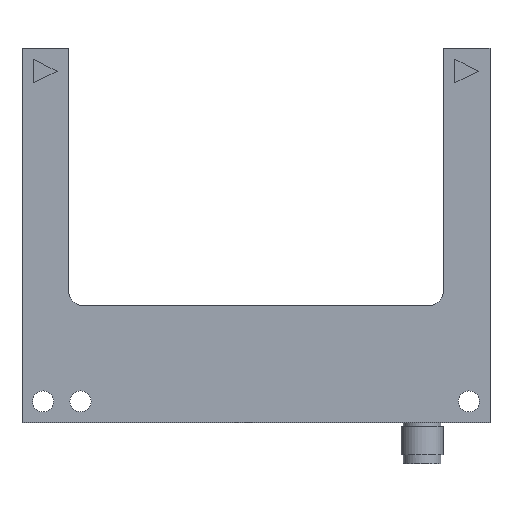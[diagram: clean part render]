
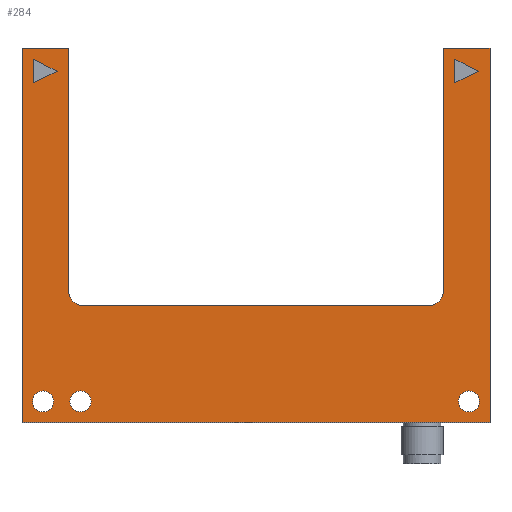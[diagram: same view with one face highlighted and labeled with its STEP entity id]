
A CAD part, top view. The second image highlights one B-rep face of the part: STEP entity #284.
In plain terms, the highlighted planar face has unit normal (0, 0, 1).
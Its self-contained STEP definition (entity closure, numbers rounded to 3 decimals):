
#172=EDGE_CURVE('',#380,#471,#472,.T.);
#184=VERTEX_POINT('',#488);
#198=VERTEX_POINT('',#507);
#200=EDGE_CURVE('',#332,#386,#509,.T.);
#202=EDGE_CURVE('',#198,#511,#512,.T.);
#204=EDGE_CURVE('',#386,#424,#514,.T.);
#212=EDGE_CURVE('',#278,#526,#527,.T.);
#222=EDGE_CURVE('',#471,#184,#541,.T.);
#236=EDGE_CURVE('',#559,#354,#560,.T.);
#262=EDGE_CURVE('',#511,#372,#594,.T.);
#264=EDGE_CURVE('',#310,#596,#597,.T.);
#268=EDGE_CURVE('',#424,#198,#602,.T.);
#278=VERTEX_POINT('',#614);
#284=ADVANCED_FACE('',(#620,#621,#622,#623,#624,#625),#626,.T.);
#290=EDGE_CURVE('',#406,#416,#633,.T.);
#300=EDGE_CURVE('',#372,#380,#646,.T.);
#310=VERTEX_POINT('',#658);
#332=VERTEX_POINT('',#683);
#354=VERTEX_POINT('',#714);
#372=VERTEX_POINT('',#736);
#380=VERTEX_POINT('',#747);
#384=EDGE_CURVE('',#596,#310,#752,.T.);
#386=VERTEX_POINT('',#754);
#392=EDGE_CURVE('',#354,#559,#762,.T.);
#396=VERTEX_POINT('',#766);
#398=EDGE_CURVE('',#396,#332,#768,.T.);
#404=EDGE_CURVE('',#526,#278,#774,.T.);
#406=VERTEX_POINT('',#776);
#414=EDGE_CURVE('',#184,#406,#785,.T.);
#416=VERTEX_POINT('',#787);
#424=VERTEX_POINT('',#797);
#426=EDGE_CURVE('',#416,#396,#799,.T.);
#471=VERTEX_POINT('',#840);
#472=CIRCLE('',#841,3.0);
#488=CARTESIAN_POINT('',(40.0,-7.583,5.0));
#507=CARTESIAN_POINT('',(-40.0,-7.583,5.0));
#509=LINE('',#883,#884);
#511=VERTEX_POINT('',#887);
#512=CIRCLE('',#888,3.0);
#514=LINE('',#891,#892);
#526=VERTEX_POINT('',#907);
#527=CIRCLE('',#908,2.25);
#541=CIRCLE('',#925,3.0);
#559=VERTEX_POINT('',#949);
#560=CIRCLE('',#950,2.25);
#594=CIRCLE('',#989,3.0);
#596=VERTEX_POINT('',#992);
#597=CIRCLE('',#993,2.25);
#602=LINE('',#1000,#1001);
#614=CARTESIAN_POINT('',(-39.75,-31.083,5.0));
#620=FACE_BOUND('',#1019,.T.);
#621=FACE_BOUND('',#1020,.T.);
#622=FACE_OUTER_BOUND('',#1021,.T.);
#623=FACE_BOUND('',#1022,.T.);
#624=FACE_BOUND('',#1023,.T.);
#625=FACE_BOUND('',#1024,.T.);
#626=PLANE('',#1025);
#633=LINE('',#1036,#1037);
#646=LINE('',#1052,#1053);
#658=CARTESIAN_POINT('',(43.25,-31.083,5.0));
#683=CARTESIAN_POINT('',(-50.0,-35.583,5.0));
#714=CARTESIAN_POINT('',(-47.75,-31.083,5.0));
#736=CARTESIAN_POINT('',(-37.0,-10.583,5.0));
#747=CARTESIAN_POINT('',(37.0,-10.583,5.0));
#752=CIRCLE('',#1180,2.25);
#754=CARTESIAN_POINT('',(-50.0,44.417,5.0));
#762=CIRCLE('',#1191,2.25);
#766=CARTESIAN_POINT('',(50.0,-35.583,5.0));
#768=LINE('',#1199,#1200);
#774=CIRCLE('',#1209,2.25);
#776=CARTESIAN_POINT('',(40.0,44.417,5.0));
#785=LINE('',#1223,#1224);
#787=CARTESIAN_POINT('',(50.0,44.417,5.0));
#797=CARTESIAN_POINT('',(-40.0,44.417,5.0));
#799=LINE('',#1240,#1241);
#840=CARTESIAN_POINT('',(39.121,-9.704,5.0));
#841=AXIS2_PLACEMENT_3D('',#1283,#1284,#1285);
#883=CARTESIAN_POINT('',(-50.0,-35.583,5.0));
#884=VECTOR('',#1337,1.0);
#887=CARTESIAN_POINT('',(-39.121,-9.704,5.0));
#888=AXIS2_PLACEMENT_3D('',#1338,#1339,#1340);
#891=CARTESIAN_POINT('',(-50.0,44.417,5.0));
#892=VECTOR('',#1341,1.0);
#907=CARTESIAN_POINT('',(-35.25,-31.083,5.0));
#908=AXIS2_PLACEMENT_3D('',#1357,#1358,#1359);
#925=AXIS2_PLACEMENT_3D('',#1387,#1388,#1389);
#949=CARTESIAN_POINT('',(-43.25,-31.083,5.0));
#950=AXIS2_PLACEMENT_3D('',#1416,#1417,#1418);
#989=AXIS2_PLACEMENT_3D('',#1471,#1472,#1473);
#992=CARTESIAN_POINT('',(47.75,-31.083,5.0));
#993=AXIS2_PLACEMENT_3D('',#1474,#1475,#1476);
#1000=CARTESIAN_POINT('',(-40.0,44.417,5.0));
#1001=VECTOR('',#1480,1.0);
#1019=EDGE_LOOP('',(#1496,#1497,#1498));
#1020=EDGE_LOOP('',(#1499,#1500,#1501));
#1021=EDGE_LOOP('',(#1502,#1503,#1504,#1505,#1506,#1507,#1508,#1509,#1510,#1511,#1512,#1513));
#1022=EDGE_LOOP('',(#1514,#1515));
#1023=EDGE_LOOP('',(#1516,#1517));
#1024=EDGE_LOOP('',(#1518,#1519));
#1025=AXIS2_PLACEMENT_3D('',#1520,#1521,#1522);
#1036=CARTESIAN_POINT('',(40.0,44.417,5.0));
#1037=VECTOR('',#1527,1.0);
#1052=CARTESIAN_POINT('',(-37.0,-10.583,5.0));
#1053=VECTOR('',#1556,1.0);
#1180=AXIS2_PLACEMENT_3D('',#1733,#1734,#1735);
#1191=AXIS2_PLACEMENT_3D('',#1752,#1753,#1754);
#1199=CARTESIAN_POINT('',(50.0,-35.583,5.0));
#1200=VECTOR('',#1758,1.0);
#1209=AXIS2_PLACEMENT_3D('',#1765,#1766,#1767);
#1223=CARTESIAN_POINT('',(40.0,-7.583,5.0));
#1224=VECTOR('',#1777,1.0);
#1240=CARTESIAN_POINT('',(50.0,44.417,5.0));
#1241=VECTOR('',#1797,1.0);
#1283=CARTESIAN_POINT('',(37.0,-7.583,5.0));
#1284=DIRECTION('',(0.,0.0,1.0));
#1285=DIRECTION('',(0.707,-0.707,0.));
#1337=DIRECTION('',(0.0,1.0,0.0));
#1338=CARTESIAN_POINT('',(-37.0,-7.583,5.0));
#1339=DIRECTION('',(0.,0.0,1.0));
#1340=DIRECTION('',(-0.707,-0.707,0.));
#1341=DIRECTION('',(1.0,0.,0.0));
#1357=CARTESIAN_POINT('',(-37.5,-31.083,5.0));
#1358=DIRECTION('',(0.0,0.0,-1.0));
#1359=DIRECTION('',(1.0,0.0,0.0));
#1387=CARTESIAN_POINT('',(37.0,-7.583,5.0));
#1388=DIRECTION('',(0.,0.0,1.0));
#1389=DIRECTION('',(0.707,-0.707,0.));
#1416=CARTESIAN_POINT('',(-45.5,-31.083,5.0));
#1417=DIRECTION('',(0.0,0.0,-1.0));
#1418=DIRECTION('',(1.0,0.0,0.0));
#1471=CARTESIAN_POINT('',(-37.0,-7.583,5.0));
#1472=DIRECTION('',(0.,0.0,1.0));
#1473=DIRECTION('',(-0.707,-0.707,0.));
#1474=CARTESIAN_POINT('',(45.5,-31.083,5.0));
#1475=DIRECTION('',(0.0,0.0,-1.0));
#1476=DIRECTION('',(1.0,0.0,0.0));
#1480=DIRECTION('',(0.0,-1.0,0.0));
#1496=ORIENTED_EDGE('',*,*,#1829,.T.);
#1497=ORIENTED_EDGE('',*,*,#1884,.T.);
#1498=ORIENTED_EDGE('',*,*,#1839,.T.);
#1499=ORIENTED_EDGE('',*,*,#1868,.T.);
#1500=ORIENTED_EDGE('',*,*,#1885,.T.);
#1501=ORIENTED_EDGE('',*,*,#1877,.T.);
#1502=ORIENTED_EDGE('',*,*,#200,.F.);
#1503=ORIENTED_EDGE('',*,*,#398,.F.);
#1504=ORIENTED_EDGE('',*,*,#426,.F.);
#1505=ORIENTED_EDGE('',*,*,#290,.F.);
#1506=ORIENTED_EDGE('',*,*,#414,.F.);
#1507=ORIENTED_EDGE('',*,*,#222,.F.);
#1508=ORIENTED_EDGE('',*,*,#172,.F.);
#1509=ORIENTED_EDGE('',*,*,#300,.F.);
#1510=ORIENTED_EDGE('',*,*,#262,.F.);
#1511=ORIENTED_EDGE('',*,*,#202,.F.);
#1512=ORIENTED_EDGE('',*,*,#268,.F.);
#1513=ORIENTED_EDGE('',*,*,#204,.F.);
#1514=ORIENTED_EDGE('',*,*,#264,.T.);
#1515=ORIENTED_EDGE('',*,*,#384,.T.);
#1516=ORIENTED_EDGE('',*,*,#212,.T.);
#1517=ORIENTED_EDGE('',*,*,#404,.T.);
#1518=ORIENTED_EDGE('',*,*,#392,.T.);
#1519=ORIENTED_EDGE('',*,*,#236,.T.);
#1520=CARTESIAN_POINT('',(0.0,-1.968,5.0));
#1521=DIRECTION('',(0.0,0.0,1.0));
#1522=DIRECTION('',(1.0,0.0,0.0));
#1527=DIRECTION('',(1.0,0.0,0.0));
#1556=DIRECTION('',(1.0,0.0,0.0));
#1733=CARTESIAN_POINT('',(45.5,-31.083,5.0));
#1734=DIRECTION('',(0.0,0.0,-1.0));
#1735=DIRECTION('',(1.0,0.0,0.0));
#1752=CARTESIAN_POINT('',(-45.5,-31.083,5.0));
#1753=DIRECTION('',(0.0,0.0,-1.0));
#1754=DIRECTION('',(1.0,0.0,0.0));
#1758=DIRECTION('',(-1.0,0.,0.));
#1765=CARTESIAN_POINT('',(-37.5,-31.083,5.0));
#1766=DIRECTION('',(0.0,0.0,-1.0));
#1767=DIRECTION('',(1.0,0.0,0.0));
#1777=DIRECTION('',(0.0,1.0,0.0));
#1797=DIRECTION('',(0.0,-1.0,0.0));
#1829=EDGE_CURVE('',#1941,#1942,#1943,.T.);
#1839=EDGE_CURVE('',#1955,#1941,#1956,.T.);
#1868=EDGE_CURVE('',#1999,#2000,#2001,.T.);
#1877=EDGE_CURVE('',#2012,#1999,#2013,.T.);
#1884=EDGE_CURVE('',#1942,#1955,#2021,.T.);
#1885=EDGE_CURVE('',#2000,#2012,#2022,.T.);
#1941=VERTEX_POINT('',#2087);
#1942=VERTEX_POINT('',#2088);
#1943=LINE('',#2089,#2090);
#1955=VERTEX_POINT('',#2107);
#1956=LINE('',#2108,#2109);
#1999=VERTEX_POINT('',#2159);
#2000=VERTEX_POINT('',#2160);
#2001=LINE('',#2161,#2162);
#2012=VERTEX_POINT('',#2178);
#2013=LINE('',#2179,#2180);
#2021=LINE('',#2190,#2191);
#2022=LINE('',#2192,#2193);
#2087=CARTESIAN_POINT('',(42.5,42.0,5.0));
#2088=CARTESIAN_POINT('',(47.5,39.5,5.0));
#2089=CARTESIAN_POINT('',(34.294,46.103,5.0));
#2090=VECTOR('',#2272,1.0);
#2107=CARTESIAN_POINT('',(42.5,37.0,5.0));
#2108=CARTESIAN_POINT('',(42.5,17.516,5.0));
#2109=VECTOR('',#2278,1.0);
#2159=CARTESIAN_POINT('',(-47.5,42.0,5.0));
#2160=CARTESIAN_POINT('',(-42.5,39.5,5.0));
#2161=CARTESIAN_POINT('',(-19.706,28.103,5.0));
#2162=VECTOR('',#2322,1.0);
#2178=CARTESIAN_POINT('',(-47.5,37.0,5.0));
#2179=CARTESIAN_POINT('',(-47.5,17.516,5.0));
#2180=VECTOR('',#2328,1.0);
#2190=CARTESIAN_POINT('',(20.206,25.853,5.0));
#2191=VECTOR('',#2331,1.0);
#2192=CARTESIAN_POINT('',(-33.794,43.853,5.0));
#2193=VECTOR('',#2332,1.0);
#2272=DIRECTION('',(0.894,-0.447,0.0));
#2278=DIRECTION('',(0.0,1.0,0.0));
#2322=DIRECTION('',(0.894,-0.447,0.0));
#2328=DIRECTION('',(0.0,1.0,0.0));
#2331=DIRECTION('',(-0.894,-0.447,0.0));
#2332=DIRECTION('',(-0.894,-0.447,0.0));
